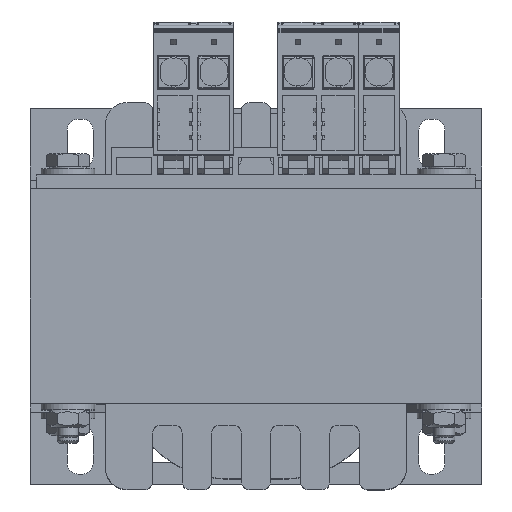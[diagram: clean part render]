
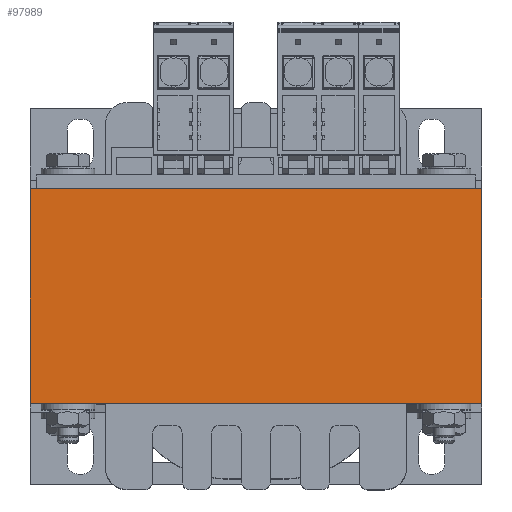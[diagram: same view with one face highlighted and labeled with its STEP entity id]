
A CAD part, top view. The second image highlights one B-rep face of the part: STEP entity #97989.
In plain terms, the highlighted planar face has unit normal (0, 0, 1).
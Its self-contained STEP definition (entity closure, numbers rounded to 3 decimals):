
#2804=FACE_OUTER_BOUND('',#7813,.T.);
#7813=EDGE_LOOP('',(#61118,#61119,#61120,#61121));
#13033=LINE('',#134711,#25464);
#13064=LINE('',#134789,#25495);
#13065=LINE('',#134791,#25496);
#13066=LINE('',#134792,#25497);
#25464=VECTOR('',#109640,1.);
#25495=VECTOR('',#109713,1.);
#25496=VECTOR('',#109714,1.);
#25497=VECTOR('',#109715,1.);
#37894=VERTEX_POINT('',#134707);
#37896=VERTEX_POINT('',#134710);
#37922=VERTEX_POINT('',#134788);
#37923=VERTEX_POINT('',#134790);
#47045=EDGE_CURVE('',#37896,#37894,#13033,.T.);
#47084=EDGE_CURVE('',#37922,#37894,#13064,.T.);
#47085=EDGE_CURVE('',#37922,#37923,#13065,.T.);
#47086=EDGE_CURVE('',#37923,#37896,#13066,.T.);
#61118=ORIENTED_EDGE('',*,*,#47084,.F.);
#61119=ORIENTED_EDGE('',*,*,#47085,.T.);
#61120=ORIENTED_EDGE('',*,*,#47086,.T.);
#61121=ORIENTED_EDGE('',*,*,#47045,.T.);
#89083=PLANE('',#103336);
#97989=ADVANCED_FACE('',(#2804),#89083,.T.);
#103336=AXIS2_PLACEMENT_3D('',#134787,#109711,#109712);
#109640=DIRECTION('',(1.,0.,0.));
#109711=DIRECTION('center_axis',(0.,0.,1.));
#109712=DIRECTION('ref_axis',(0.,-1.,0.));
#109713=DIRECTION('',(0.,-1.,0.));
#109714=DIRECTION('',(-1.,0.,0.));
#109715=DIRECTION('',(0.,-1.,0.));
#134707=CARTESIAN_POINT('',(-23.95,72.985,-92.158));
#134710=CARTESIAN_POINT('',(-107.95,72.985,-92.158));
#134711=CARTESIAN_POINT('',(-23.95,72.985,-92.158));
#134787=CARTESIAN_POINT('Origin',(-107.95,112.985,-92.158));
#134788=CARTESIAN_POINT('',(-23.95,112.985,-92.158));
#134789=CARTESIAN_POINT('',(-23.95,112.985,-92.158));
#134790=CARTESIAN_POINT('',(-107.95,112.985,-92.158));
#134791=CARTESIAN_POINT('',(-23.95,112.985,-92.158));
#134792=CARTESIAN_POINT('',(-107.95,112.985,-92.158));
